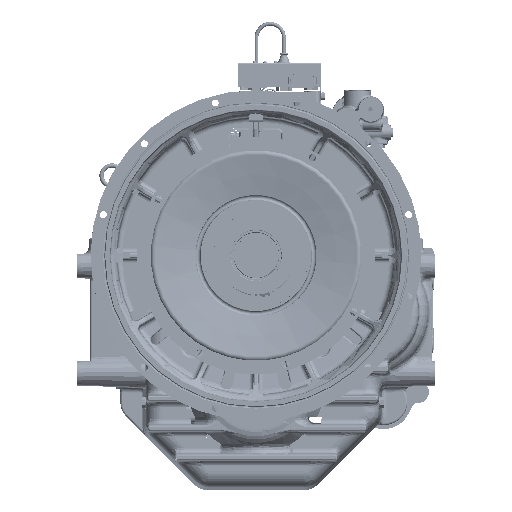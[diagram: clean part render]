
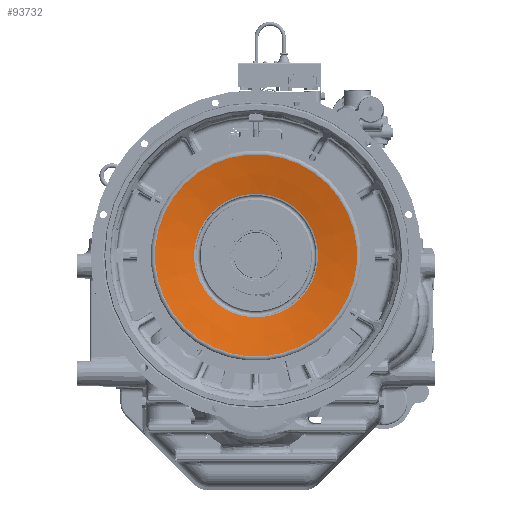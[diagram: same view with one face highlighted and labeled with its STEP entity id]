
A CAD part, top view. The second image highlights one B-rep face of the part: STEP entity #93732.
In plain terms, the highlighted conical face has half-angle 78.5 degrees and reference radius 149.293 mm.
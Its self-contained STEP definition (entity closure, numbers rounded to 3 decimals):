
#4273 = AXIS2_PLACEMENT_3D ( 'NONE', #380231, #229820, #201416 ) ;
#35251 = DIRECTION ( 'NONE',  ( -0.966, -0.259, 0. ) ) ;
#48592 = EDGE_CURVE ( 'NONE', #201334, #201334, #67101, .T. ) ;
#67101 = CIRCLE ( 'NONE', #4273, 149.293 ) ;
#91054 = CARTESIAN_POINT ( 'NONE',  ( 0., 0., 86.371 ) ) ;
#93732 = ADVANCED_FACE ( 'NONE', ( #372824, #331143 ), #108396, .F. ) ;
#108396 = CONICAL_SURFACE ( 'NONE', #383887, 149.293, 1.37 ) ;
#164406 = DIRECTION ( 'NONE',  ( 0., 0., 1. ) ) ;
#168365 = AXIS2_PLACEMENT_3D ( 'NONE', #91054, #328125, #35251 ) ;
#191643 = CARTESIAN_POINT ( 'NONE',  ( -88.382, -23.682, 86.371 ) ) ;
#201334 = VERTEX_POINT ( 'NONE', #243199 ) ;
#201416 = DIRECTION ( 'NONE',  ( -0.966, -0.259, 0. ) ) ;
#229820 = DIRECTION ( 'NONE',  ( 0., 0., -1. ) ) ;
#243199 = CARTESIAN_POINT ( 'NONE',  ( -144.206, -38.64, 98.13 ) ) ;
#278577 = DIRECTION ( 'NONE',  ( 0.966, 0.259, 0. ) ) ;
#284057 = CIRCLE ( 'NONE', #168365, 91.5 ) ;
#295088 = ORIENTED_EDGE ( 'NONE', *, *, #48592, .F. ) ;
#299435 = EDGE_CURVE ( 'NONE', #309532, #309532, #284057, .T. ) ;
#303896 = EDGE_LOOP ( 'NONE', ( #309967 ) ) ;
#309532 = VERTEX_POINT ( 'NONE', #191643 ) ;
#309967 = ORIENTED_EDGE ( 'NONE', *, *, #299435, .T. ) ;
#328125 = DIRECTION ( 'NONE',  ( 0., 0., -1. ) ) ;
#331143 = FACE_OUTER_BOUND ( 'NONE', #358461, .T. ) ;
#341962 = CARTESIAN_POINT ( 'NONE',  ( 0., 0., 98.13 ) ) ;
#358461 = EDGE_LOOP ( 'NONE', ( #295088 ) ) ;
#372824 = FACE_BOUND ( 'NONE', #303896, .T. ) ;
#380231 = CARTESIAN_POINT ( 'NONE',  ( 0., 0., 98.13 ) ) ;
#383887 = AXIS2_PLACEMENT_3D ( 'NONE', #341962, #164406, #278577 ) ;
